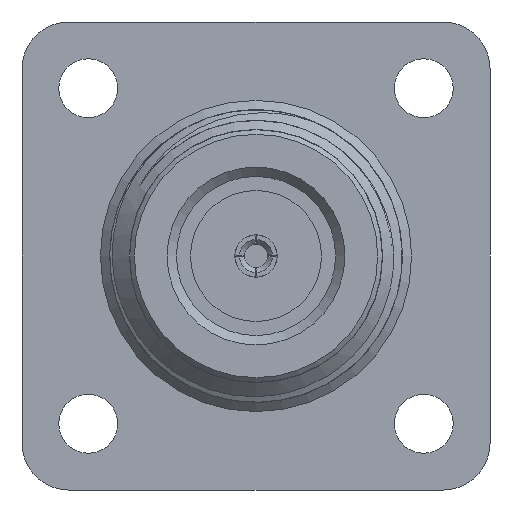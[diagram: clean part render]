
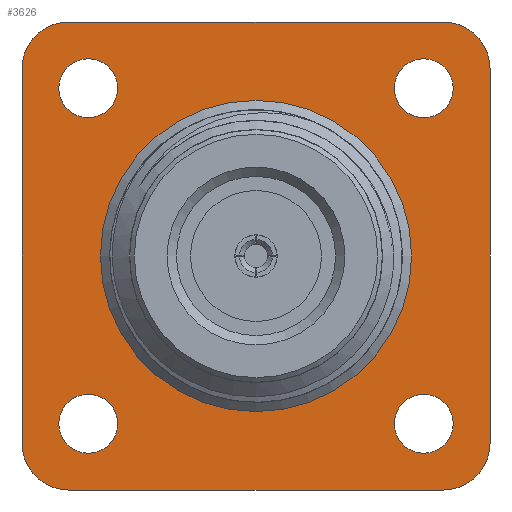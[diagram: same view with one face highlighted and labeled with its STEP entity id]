
A CAD part, left-side view. The second image highlights one B-rep face of the part: STEP entity #3626.
In plain terms, the highlighted planar face has unit normal (-1, 0, 0).
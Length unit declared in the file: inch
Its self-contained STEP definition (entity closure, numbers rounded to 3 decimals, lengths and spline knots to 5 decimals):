
#24 = VECTOR ( 'NONE', #864, 39.37008 ) ;
#36 = EDGE_CURVE ( 'NONE', #4392, #1119, #1567, .T. ) ;
#103 = AXIS2_PLACEMENT_3D ( 'NONE', #2855, #2576, #2902 ) ;
#104 = DIRECTION ( 'NONE',  ( -1., 0., 0. ) ) ;
#161 = PLANE ( 'NONE',  #2153 ) ;
#174 = ORIENTED_EDGE ( 'NONE', *, *, #3083, .F. ) ;
#191 = VERTEX_POINT ( 'NONE', #4199 ) ;
#266 = ORIENTED_EDGE ( 'NONE', *, *, #1300, .F. ) ;
#272 = DIRECTION ( 'NONE',  ( -1., 0., 0. ) ) ;
#285 = CARTESIAN_POINT ( 'NONE',  ( 0.65354, -0.3585, 0.3585 ) ) ;
#314 = VERTEX_POINT ( 'NONE', #754 ) ;
#452 = DIRECTION ( 'NONE',  ( -1., 0., 0. ) ) ;
#484 = CARTESIAN_POINT ( 'NONE',  ( 0.65354, -0.5, -0.5 ) ) ;
#486 = AXIS2_PLACEMENT_3D ( 'NONE', #2885, #1424, #2833 ) ;
#487 = LINE ( 'NONE', #3411, #24 ) ;
#506 = LINE ( 'NONE', #484, #1473 ) ;
#543 = EDGE_CURVE ( 'NONE', #1777, #3335, #487, .T. ) ;
#547 = CARTESIAN_POINT ( 'NONE',  ( 0.65354, -0.3585, 0.42149 ) ) ;
#589 = DIRECTION ( 'NONE',  ( 0., 0., -1. ) ) ;
#632 = LINE ( 'NONE', #1294, #3302 ) ;
#663 = DIRECTION ( 'NONE',  ( 0., 1., 0. ) ) ;
#715 = AXIS2_PLACEMENT_3D ( 'NONE', #285, #1406, #1378 ) ;
#754 = CARTESIAN_POINT ( 'NONE',  ( 0.65354, -0.3585, -0.29551 ) ) ;
#784 = EDGE_CURVE ( 'NONE', #4685, #4685, #1538, .T. ) ;
#789 = EDGE_LOOP ( 'NONE', ( #1226 ) ) ;
#801 = DIRECTION ( 'NONE',  ( 0., -1., 0. ) ) ;
#806 = CIRCLE ( 'NONE', #2466, 0.06299 ) ;
#864 = DIRECTION ( 'NONE',  ( 0., 0., 1. ) ) ;
#948 = CARTESIAN_POINT ( 'NONE',  ( 0.65354, 0.4, -0.5 ) ) ;
#996 = ORIENTED_EDGE ( 'NONE', *, *, #543, .T. ) ;
#1108 = CARTESIAN_POINT ( 'NONE',  ( 0.65354, 0., 0.3325 ) ) ;
#1119 = VERTEX_POINT ( 'NONE', #948 ) ;
#1120 = CARTESIAN_POINT ( 'NONE',  ( 0.65354, -0.5, 0.5 ) ) ;
#1226 = ORIENTED_EDGE ( 'NONE', *, *, #3433, .F. ) ;
#1294 = CARTESIAN_POINT ( 'NONE',  ( 0.65354, 0.5, -0.5 ) ) ;
#1300 = EDGE_CURVE ( 'NONE', #3927, #3927, #1767, .T. ) ;
#1378 = DIRECTION ( 'NONE',  ( 0., 0., 1. ) ) ;
#1399 = VERTEX_POINT ( 'NONE', #1764 ) ;
#1406 = DIRECTION ( 'NONE',  ( -1., 0., 0. ) ) ;
#1424 = DIRECTION ( 'NONE',  ( -1., 0., 0. ) ) ;
#1473 = VECTOR ( 'NONE', #801, 39.37008 ) ;
#1485 = ORIENTED_EDGE ( 'NONE', *, *, #1766, .T. ) ;
#1538 = CIRCLE ( 'NONE', #103, 0.3325 ) ;
#1549 = DIRECTION ( 'NONE',  ( 0., 0., 1. ) ) ;
#1567 = CIRCLE ( 'NONE', #1948, 0.1 ) ;
#1609 = DIRECTION ( 'NONE',  ( 0., 0., 1. ) ) ;
#1613 = AXIS2_PLACEMENT_3D ( 'NONE', #3364, #104, #1549 ) ;
#1635 = VERTEX_POINT ( 'NONE', #2120 ) ;
#1647 = EDGE_CURVE ( 'NONE', #1635, #191, #1856, .T. ) ;
#1726 = EDGE_LOOP ( 'NONE', ( #4188 ) ) ;
#1764 = CARTESIAN_POINT ( 'NONE',  ( 0.65354, -0.4, -0.5 ) ) ;
#1766 = EDGE_CURVE ( 'NONE', #191, #4555, #3911, .T. ) ;
#1767 = CIRCLE ( 'NONE', #2070, 0.06299 ) ;
#1772 = AXIS2_PLACEMENT_3D ( 'NONE', #2042, #272, #2827 ) ;
#1777 = VERTEX_POINT ( 'NONE', #4361 ) ;
#1849 = CIRCLE ( 'NONE', #3063, 0.06299 ) ;
#1856 = LINE ( 'NONE', #1120, #3064 ) ;
#1890 = CARTESIAN_POINT ( 'NONE',  ( 0.65354, -0.3585, -0.3585 ) ) ;
#1916 = CARTESIAN_POINT ( 'NONE',  ( 0.65354, 0.5, 0.4 ) ) ;
#1923 = CIRCLE ( 'NONE', #1613, 0.1 ) ;
#1948 = AXIS2_PLACEMENT_3D ( 'NONE', #3036, #452, #2284 ) ;
#1951 = FACE_BOUND ( 'NONE', #3656, .T. ) ;
#1971 = EDGE_LOOP ( 'NONE', ( #4061, #3934, #2319, #3983, #996, #4644, #3671, #1485 ) ) ;
#2042 = CARTESIAN_POINT ( 'NONE',  ( 0.65354, -0.4, -0.4 ) ) ;
#2062 = CARTESIAN_POINT ( 'NONE',  ( 0.65354, 0.5, -0.4 ) ) ;
#2070 = AXIS2_PLACEMENT_3D ( 'NONE', #3567, #2513, #2919 ) ;
#2120 = CARTESIAN_POINT ( 'NONE',  ( 0.65354, -0.4, 0.5 ) ) ;
#2153 = AXIS2_PLACEMENT_3D ( 'NONE', #3070, #4550, #1609 ) ;
#2284 = DIRECTION ( 'NONE',  ( 0., 0., 1. ) ) ;
#2319 = ORIENTED_EDGE ( 'NONE', *, *, #2652, .T. ) ;
#2335 = FACE_BOUND ( 'NONE', #3777, .T. ) ;
#2383 = CIRCLE ( 'NONE', #1772, 0.1 ) ;
#2448 = DIRECTION ( 'NONE',  ( -1., 0., 0. ) ) ;
#2466 = AXIS2_PLACEMENT_3D ( 'NONE', #1890, #3294, #3368 ) ;
#2513 = DIRECTION ( 'NONE',  ( -1., 0., 0. ) ) ;
#2576 = DIRECTION ( 'NONE',  ( 1., 0., 0. ) ) ;
#2616 = VERTEX_POINT ( 'NONE', #547 ) ;
#2652 = EDGE_CURVE ( 'NONE', #1119, #1399, #506, .T. ) ;
#2743 = CARTESIAN_POINT ( 'NONE',  ( 0.65354, -0.5, 0.4 ) ) ;
#2772 = CIRCLE ( 'NONE', #715, 0.06299 ) ;
#2827 = DIRECTION ( 'NONE',  ( 0., 0., 1. ) ) ;
#2833 = DIRECTION ( 'NONE',  ( 0., 0., 1. ) ) ;
#2855 = CARTESIAN_POINT ( 'NONE',  ( 0.65354, 0., 0. ) ) ;
#2885 = CARTESIAN_POINT ( 'NONE',  ( 0.65354, 0.4, 0.4 ) ) ;
#2902 = DIRECTION ( 'NONE',  ( 0., 0., 1. ) ) ;
#2919 = DIRECTION ( 'NONE',  ( 0., 0., 1. ) ) ;
#3036 = CARTESIAN_POINT ( 'NONE',  ( 0.65354, 0.4, -0.4 ) ) ;
#3063 = AXIS2_PLACEMENT_3D ( 'NONE', #4238, #2448, #3183 ) ;
#3064 = VECTOR ( 'NONE', #663, 39.37008 ) ;
#3070 = CARTESIAN_POINT ( 'NONE',  ( 0.65354, 0.08564, 0. ) ) ;
#3083 = EDGE_CURVE ( 'NONE', #314, #314, #806, .T. ) ;
#3183 = DIRECTION ( 'NONE',  ( 0., 0., 1. ) ) ;
#3294 = DIRECTION ( 'NONE',  ( -1., 0., 0. ) ) ;
#3302 = VECTOR ( 'NONE', #589, 39.37008 ) ;
#3335 = VERTEX_POINT ( 'NONE', #2743 ) ;
#3364 = CARTESIAN_POINT ( 'NONE',  ( 0.65354, -0.4, 0.4 ) ) ;
#3368 = DIRECTION ( 'NONE',  ( 0., 0., 1. ) ) ;
#3408 = FACE_BOUND ( 'NONE', #4085, .T. ) ;
#3411 = CARTESIAN_POINT ( 'NONE',  ( 0.65354, -0.5, -0.5 ) ) ;
#3429 = FACE_OUTER_BOUND ( 'NONE', #1971, .T. ) ;
#3433 = EDGE_CURVE ( 'NONE', #2616, #2616, #2772, .T. ) ;
#3552 = ORIENTED_EDGE ( 'NONE', *, *, #3793, .F. ) ;
#3567 = CARTESIAN_POINT ( 'NONE',  ( 0.65354, 0.3585, -0.3585 ) ) ;
#3626 = ADVANCED_FACE ( 'NONE', ( #1951, #2335, #3797, #3408, #3818, #3429 ), #161, .T. ) ;
#3656 = EDGE_LOOP ( 'NONE', ( #266 ) ) ;
#3671 = ORIENTED_EDGE ( 'NONE', *, *, #1647, .T. ) ;
#3682 = EDGE_CURVE ( 'NONE', #3335, #1635, #1923, .T. ) ;
#3723 = CARTESIAN_POINT ( 'NONE',  ( 0.65354, 0.3585, 0.42149 ) ) ;
#3777 = EDGE_LOOP ( 'NONE', ( #3552 ) ) ;
#3793 = EDGE_CURVE ( 'NONE', #4076, #4076, #1849, .T. ) ;
#3797 = FACE_BOUND ( 'NONE', #789, .T. ) ;
#3818 = FACE_BOUND ( 'NONE', #1726, .T. ) ;
#3911 = CIRCLE ( 'NONE', #486, 0.1 ) ;
#3927 = VERTEX_POINT ( 'NONE', #4658 ) ;
#3934 = ORIENTED_EDGE ( 'NONE', *, *, #36, .T. ) ;
#3983 = ORIENTED_EDGE ( 'NONE', *, *, #4467, .T. ) ;
#4061 = ORIENTED_EDGE ( 'NONE', *, *, #4428, .T. ) ;
#4076 = VERTEX_POINT ( 'NONE', #3723 ) ;
#4085 = EDGE_LOOP ( 'NONE', ( #174 ) ) ;
#4188 = ORIENTED_EDGE ( 'NONE', *, *, #784, .T. ) ;
#4199 = CARTESIAN_POINT ( 'NONE',  ( 0.65354, 0.4, 0.5 ) ) ;
#4238 = CARTESIAN_POINT ( 'NONE',  ( 0.65354, 0.3585, 0.3585 ) ) ;
#4361 = CARTESIAN_POINT ( 'NONE',  ( 0.65354, -0.5, -0.4 ) ) ;
#4392 = VERTEX_POINT ( 'NONE', #2062 ) ;
#4428 = EDGE_CURVE ( 'NONE', #4555, #4392, #632, .T. ) ;
#4467 = EDGE_CURVE ( 'NONE', #1399, #1777, #2383, .T. ) ;
#4550 = DIRECTION ( 'NONE',  ( -1., 0., 0. ) ) ;
#4555 = VERTEX_POINT ( 'NONE', #1916 ) ;
#4644 = ORIENTED_EDGE ( 'NONE', *, *, #3682, .T. ) ;
#4658 = CARTESIAN_POINT ( 'NONE',  ( 0.65354, 0.3585, -0.29551 ) ) ;
#4685 = VERTEX_POINT ( 'NONE', #1108 ) ;
